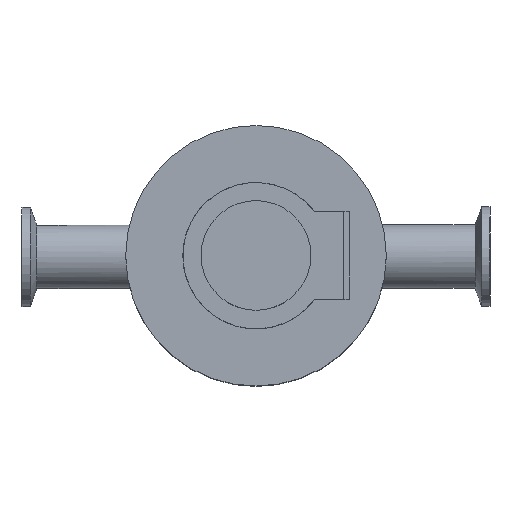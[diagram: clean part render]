
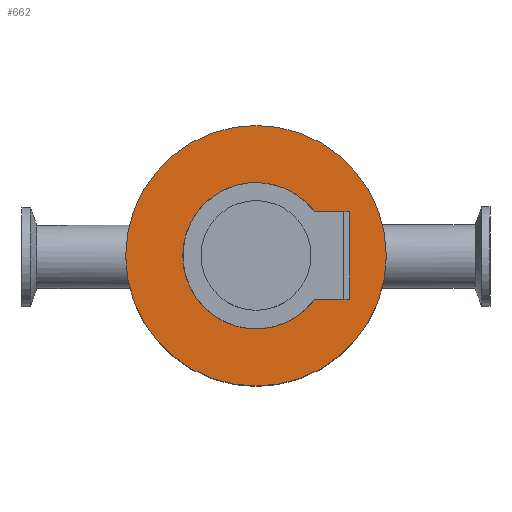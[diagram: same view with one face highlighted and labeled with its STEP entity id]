
A CAD part, top view. The second image highlights one B-rep face of the part: STEP entity #662.
In plain terms, the highlighted planar face has unit normal (0, 0, 1).
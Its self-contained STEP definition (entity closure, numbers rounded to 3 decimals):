
#170=FACE_OUTER_BOUND('',#228,.T.);
#228=EDGE_LOOP('',(#497));
#286=CIRCLE('',#784,44.55);
#327=VERTEX_POINT('',#1165);
#391=EDGE_CURVE('',#327,#327,#286,.T.);
#497=ORIENTED_EDGE('',*,*,#391,.F.);
#631=PLANE('',#783);
#662=ADVANCED_FACE('',(#170),#631,.T.);
#783=AXIS2_PLACEMENT_3D('',#1164,#919,#920);
#784=AXIS2_PLACEMENT_3D('',#1166,#921,#922);
#919=DIRECTION('center_axis',(0.,0.,1.));
#920=DIRECTION('ref_axis',(1.,0.,0.));
#921=DIRECTION('center_axis',(0.,0.,-1.));
#922=DIRECTION('ref_axis',(-1.,0.,0.));
#1164=CARTESIAN_POINT('Origin',(-22.275,0.,182.25));
#1165=CARTESIAN_POINT('',(44.55,0.,182.25));
#1166=CARTESIAN_POINT('Origin',(0.,0.,182.25));
